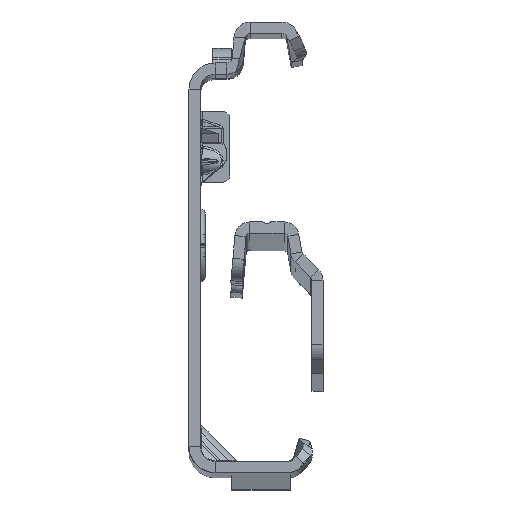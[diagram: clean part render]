
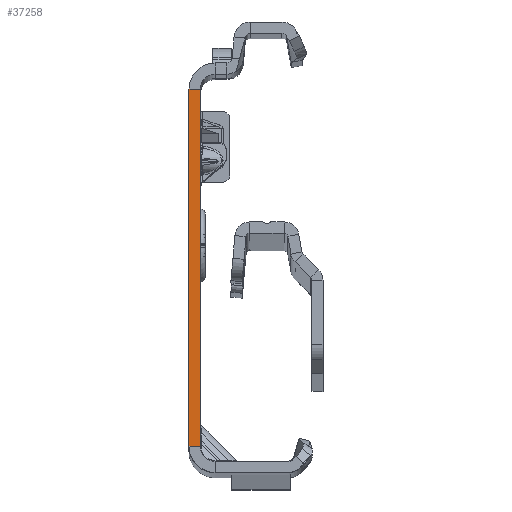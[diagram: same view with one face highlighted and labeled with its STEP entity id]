
A CAD part, top view. The second image highlights one B-rep face of the part: STEP entity #37258.
In plain terms, the highlighted planar face has unit normal (0, 0, 1).
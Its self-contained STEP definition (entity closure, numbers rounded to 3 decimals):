
#2349 = EDGE_CURVE ( 'NONE', #20279, #51437, #6885, .T. ) ;
#2810 = DIRECTION ( 'NONE',  ( -1., 0., 0. ) ) ;
#3997 = EDGE_CURVE ( 'NONE', #4495, #4568, #12617, .T. ) ;
#4495 = VERTEX_POINT ( 'NONE', #28133 ) ;
#4568 = VERTEX_POINT ( 'NONE', #23044 ) ;
#6885 = LINE ( 'NONE', #52738, #17867 ) ;
#9199 = CARTESIAN_POINT ( 'NONE',  ( -1.5, -25.865, 0. ) ) ;
#12364 = DIRECTION ( 'NONE',  ( 0., -1., 0. ) ) ;
#12617 = LINE ( 'NONE', #49357, #27581 ) ;
#16045 = ORIENTED_EDGE ( 'NONE', *, *, #2349, .T. ) ;
#17867 = VECTOR ( 'NONE', #40086, 1000. ) ;
#18164 = FACE_OUTER_BOUND ( 'NONE', #27827, .T. ) ;
#20279 = VERTEX_POINT ( 'NONE', #35491 ) ;
#21471 = AXIS2_PLACEMENT_3D ( 'NONE', #39489, #22220, #34634 ) ;
#22220 = DIRECTION ( 'NONE',  ( 0., 0., 1. ) ) ;
#23044 = CARTESIAN_POINT ( 'NONE',  ( 0., -25.865, 0. ) ) ;
#26427 = LINE ( 'NONE', #47216, #45914 ) ;
#27581 = VECTOR ( 'NONE', #12364, 1000. ) ;
#27827 = EDGE_LOOP ( 'NONE', ( #34512, #50549, #16045, #31766 ) ) ;
#28133 = CARTESIAN_POINT ( 'NONE',  ( 0., 22.135, 0. ) ) ;
#30823 = PLANE ( 'NONE',  #21471 ) ;
#31766 = ORIENTED_EDGE ( 'NONE', *, *, #52292, .F. ) ;
#34512 = ORIENTED_EDGE ( 'NONE', *, *, #3997, .F. ) ;
#34634 = DIRECTION ( 'NONE',  ( 1., 0., 0. ) ) ;
#35491 = CARTESIAN_POINT ( 'NONE',  ( -1.5, 22.135, 0. ) ) ;
#37258 = ADVANCED_FACE ( 'NONE', ( #18164 ), #30823, .T. ) ;
#39489 = CARTESIAN_POINT ( 'NONE',  ( -1.5, -27.865, 0. ) ) ;
#40086 = DIRECTION ( 'NONE',  ( 0., -1., 0. ) ) ;
#40676 = EDGE_CURVE ( 'NONE', #4495, #20279, #52204, .T. ) ;
#41433 = VECTOR ( 'NONE', #2810, 1000. ) ;
#43326 = CARTESIAN_POINT ( 'NONE',  ( 0., 22.135, 0. ) ) ;
#45914 = VECTOR ( 'NONE', #51813, 1000. ) ;
#47216 = CARTESIAN_POINT ( 'NONE',  ( 0., -25.865, 0. ) ) ;
#49357 = CARTESIAN_POINT ( 'NONE',  ( 0., -27.865, 0. ) ) ;
#50549 = ORIENTED_EDGE ( 'NONE', *, *, #40676, .T. ) ;
#51437 = VERTEX_POINT ( 'NONE', #9199 ) ;
#51813 = DIRECTION ( 'NONE',  ( -1., 0., 0. ) ) ;
#52204 = LINE ( 'NONE', #43326, #41433 ) ;
#52292 = EDGE_CURVE ( 'NONE', #4568, #51437, #26427, .T. ) ;
#52738 = CARTESIAN_POINT ( 'NONE',  ( -1.5, -27.865, 0. ) ) ;
